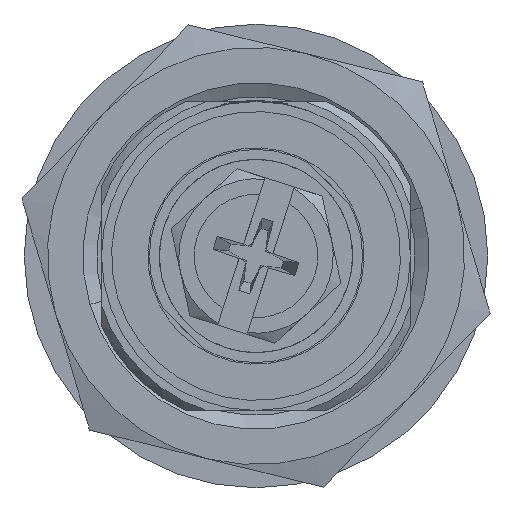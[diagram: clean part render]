
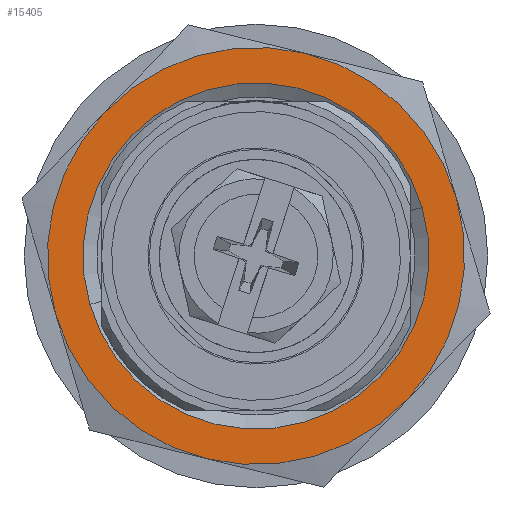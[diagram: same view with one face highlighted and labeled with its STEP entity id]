
A CAD part, front view. The second image highlights one B-rep face of the part: STEP entity #15405.
In plain terms, the highlighted planar face has unit normal (0, -1, 0).
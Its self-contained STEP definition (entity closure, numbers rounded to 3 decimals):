
#414 = AXIS2_PLACEMENT_3D ( 'NONE', #18246, #16684, #16559 ) ;
#530 = CIRCLE ( 'NONE', #11794, 13.5 ) ;
#632 = EDGE_CURVE ( 'NONE', #18394, #18134, #530, .T. ) ;
#681 = VERTEX_POINT ( 'NONE', #8525 ) ;
#1112 = CARTESIAN_POINT ( 'NONE',  ( 0., -5.3, 0. ) ) ;
#1479 = AXIS2_PLACEMENT_3D ( 'NONE', #19568, #19551, #19526 ) ;
#1752 = AXIS2_PLACEMENT_3D ( 'NONE', #1112, #12144, #2721 ) ;
#2721 = DIRECTION ( 'NONE',  ( 0.96, 0., 0.281 ) ) ;
#2988 = AXIS2_PLACEMENT_3D ( 'NONE', #7843, #7818, #7806 ) ;
#3202 = EDGE_CURVE ( 'NONE', #18134, #681, #3562, .T. ) ;
#3562 = CIRCLE ( 'NONE', #1479, 13.5 ) ;
#5122 = CARTESIAN_POINT ( 'NONE',  ( 15.144, -5.3, -3.694 ) ) ;
#5376 = EDGE_CURVE ( 'NONE', #6814, #8559, #8388, .T. ) ;
#5701 = EDGE_CURVE ( 'NONE', #6777, #8640, #9835, .T. ) ;
#5715 = AXIS2_PLACEMENT_3D ( 'NONE', #5122, #15946, #6719 ) ;
#6387 = DIRECTION ( 'NONE',  ( 0.96, 0., 0.281 ) ) ;
#6426 = DIRECTION ( 'NONE',  ( 0., 1., 0. ) ) ;
#6429 = CARTESIAN_POINT ( 'NONE',  ( 0., -5.3, 0. ) ) ;
#6719 = DIRECTION ( 'NONE',  ( 0.96, 0., 0.281 ) ) ;
#6777 = VERTEX_POINT ( 'NONE', #10494 ) ;
#6814 = VERTEX_POINT ( 'NONE', #10378 ) ;
#6924 = VERTEX_POINT ( 'NONE', #9325 ) ;
#7085 = EDGE_CURVE ( 'NONE', #8640, #6777, #18048, .T. ) ;
#7226 = CIRCLE ( 'NONE', #1752, 13.5 ) ;
#7806 = DIRECTION ( 'NONE',  ( 0.96, 0., 0.281 ) ) ;
#7818 = DIRECTION ( 'NONE',  ( 0., 1., 0. ) ) ;
#7843 = CARTESIAN_POINT ( 'NONE',  ( 0., -5.3, 0. ) ) ;
#7929 = CARTESIAN_POINT ( 'NONE',  ( 0., -5.3, 0. ) ) ;
#7944 = DIRECTION ( 'NONE',  ( 0., 1., 0. ) ) ;
#7970 = DIRECTION ( 'NONE',  ( 0.96, 0., 0.281 ) ) ;
#8214 = CARTESIAN_POINT ( 'NONE',  ( 12.958, -5.3, 3.787 ) ) ;
#8373 = AXIS2_PLACEMENT_3D ( 'NONE', #18263, #18231, #18193 ) ;
#8388 = CIRCLE ( 'NONE', #19802, 13.5 ) ;
#8525 = CARTESIAN_POINT ( 'NONE',  ( -3.199, -5.3, -13.115 ) ) ;
#8559 = VERTEX_POINT ( 'NONE', #12883 ) ;
#8640 = VERTEX_POINT ( 'NONE', #12015 ) ;
#9325 = CARTESIAN_POINT ( 'NONE',  ( 3.199, -5.3, 13.115 ) ) ;
#9358 = DIRECTION ( 'NONE',  ( 0.96, 0., 0.281 ) ) ;
#9363 = DIRECTION ( 'NONE',  ( 0., 1., 0. ) ) ;
#9385 = CARTESIAN_POINT ( 'NONE',  ( 0., -5.3, 0. ) ) ;
#9611 = EDGE_CURVE ( 'NONE', #681, #6814, #18740, .T. ) ;
#9835 = CIRCLE ( 'NONE', #14697, 11.2 ) ;
#10378 = CARTESIAN_POINT ( 'NONE',  ( -12.958, -5.3, -3.787 ) ) ;
#10494 = CARTESIAN_POINT ( 'NONE',  ( -10.75, -5.3, -3.142 ) ) ;
#11757 = ORIENTED_EDGE ( 'NONE', *, *, #5376, .F. ) ;
#11794 = AXIS2_PLACEMENT_3D ( 'NONE', #7929, #7944, #7970 ) ;
#12015 = CARTESIAN_POINT ( 'NONE',  ( 10.75, -5.3, 3.142 ) ) ;
#12144 = DIRECTION ( 'NONE',  ( 0., 1., 0. ) ) ;
#12301 = CIRCLE ( 'NONE', #414, 13.5 ) ;
#12363 = ORIENTED_EDGE ( 'NONE', *, *, #632, .F. ) ;
#12451 = ORIENTED_EDGE ( 'NONE', *, *, #5701, .T. ) ;
#12490 = ORIENTED_EDGE ( 'NONE', *, *, #7085, .T. ) ;
#12673 = EDGE_CURVE ( 'NONE', #8559, #6924, #12301, .T. ) ;
#12883 = CARTESIAN_POINT ( 'NONE',  ( -9.759, -5.3, 9.328 ) ) ;
#13053 = EDGE_LOOP ( 'NONE', ( #12363, #18915, #18310, #11757, #18898, #13684 ) ) ;
#13684 = ORIENTED_EDGE ( 'NONE', *, *, #3202, .F. ) ;
#14522 = EDGE_LOOP ( 'NONE', ( #12451, #12490 ) ) ;
#14697 = AXIS2_PLACEMENT_3D ( 'NONE', #6429, #6426, #6387 ) ;
#15131 = FACE_BOUND ( 'NONE', #14522, .T. ) ;
#15405 = ADVANCED_FACE ( 'NONE', ( #15131, #19565 ), #15877, .F. ) ;
#15877 = PLANE ( 'NONE',  #5715 ) ;
#15946 = DIRECTION ( 'NONE',  ( 0., 1., 0. ) ) ;
#16559 = DIRECTION ( 'NONE',  ( 0.96, 0., 0.281 ) ) ;
#16672 = CARTESIAN_POINT ( 'NONE',  ( 9.759, -5.3, -9.328 ) ) ;
#16684 = DIRECTION ( 'NONE',  ( 0., 1., 0. ) ) ;
#18048 = CIRCLE ( 'NONE', #2988, 11.2 ) ;
#18134 = VERTEX_POINT ( 'NONE', #16672 ) ;
#18193 = DIRECTION ( 'NONE',  ( 0.96, 0., 0.281 ) ) ;
#18231 = DIRECTION ( 'NONE',  ( 0., 1., 0. ) ) ;
#18246 = CARTESIAN_POINT ( 'NONE',  ( 0., -5.3, 0. ) ) ;
#18263 = CARTESIAN_POINT ( 'NONE',  ( 0., -5.3, 0. ) ) ;
#18310 = ORIENTED_EDGE ( 'NONE', *, *, #12673, .F. ) ;
#18394 = VERTEX_POINT ( 'NONE', #8214 ) ;
#18740 = CIRCLE ( 'NONE', #8373, 13.5 ) ;
#18898 = ORIENTED_EDGE ( 'NONE', *, *, #9611, .F. ) ;
#18915 = ORIENTED_EDGE ( 'NONE', *, *, #19710, .F. ) ;
#19526 = DIRECTION ( 'NONE',  ( 0.96, 0., 0.281 ) ) ;
#19551 = DIRECTION ( 'NONE',  ( 0., 1., 0. ) ) ;
#19565 = FACE_OUTER_BOUND ( 'NONE', #13053, .T. ) ;
#19568 = CARTESIAN_POINT ( 'NONE',  ( 0., -5.3, 0. ) ) ;
#19710 = EDGE_CURVE ( 'NONE', #6924, #18394, #7226, .T. ) ;
#19802 = AXIS2_PLACEMENT_3D ( 'NONE', #9385, #9363, #9358 ) ;
